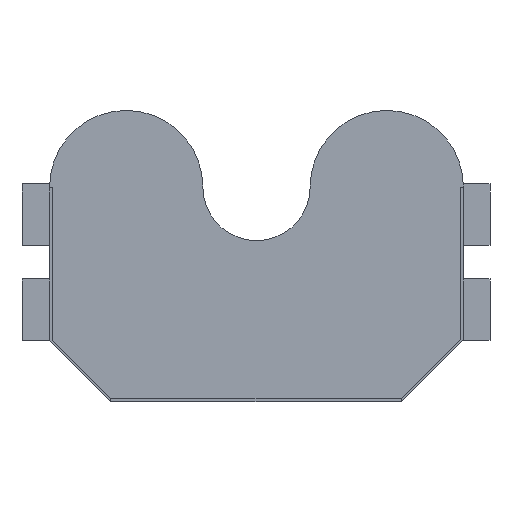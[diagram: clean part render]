
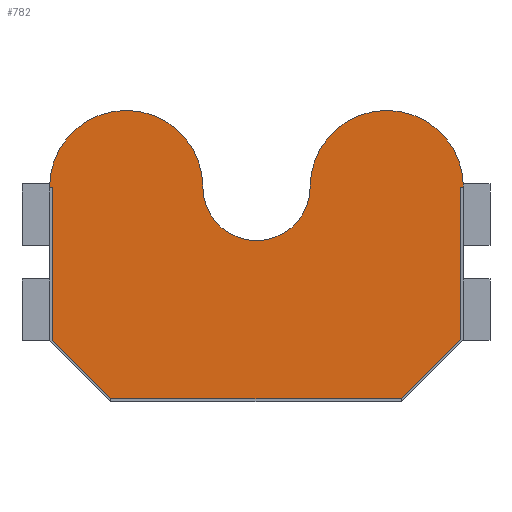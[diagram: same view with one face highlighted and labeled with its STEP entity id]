
A CAD part, front view. The second image highlights one B-rep face of the part: STEP entity #782.
In plain terms, the highlighted planar face has unit normal (0, -1, 0).
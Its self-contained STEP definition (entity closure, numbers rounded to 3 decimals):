
#27=CIRCLE('',#849,2.5);
#28=CIRCLE('',#850,1.75);
#29=CIRCLE('',#851,2.5);
#48=FACE_OUTER_BOUND('',#96,.T.);
#96=EDGE_LOOP('',(#567,#568,#569,#570,#571,#572,#573,#574,#575,#576));
#142=LINE('',#1131,#242);
#152=LINE('',#1152,#252);
#155=LINE('',#1157,#255);
#157=LINE('',#1162,#257);
#161=LINE('',#1170,#261);
#164=LINE('',#1175,#264);
#166=LINE('',#1178,#266);
#242=VECTOR('',#912,10.);
#252=VECTOR('',#928,10.);
#255=VECTOR('',#933,10.);
#257=VECTOR('',#937,10.);
#261=VECTOR('',#943,10.);
#264=VECTOR('',#948,10.);
#266=VECTOR('',#952,10.);
#339=VERTEX_POINT('',#1128);
#340=VERTEX_POINT('',#1130);
#347=VERTEX_POINT('',#1150);
#348=VERTEX_POINT('',#1151);
#349=VERTEX_POINT('',#1156);
#350=VERTEX_POINT('',#1160);
#351=VERTEX_POINT('',#1161);
#354=VERTEX_POINT('',#1169);
#357=VERTEX_POINT('',#1184);
#358=VERTEX_POINT('',#1186);
#412=EDGE_CURVE('',#340,#339,#142,.T.);
#422=EDGE_CURVE('',#347,#348,#152,.T.);
#425=EDGE_CURVE('',#348,#349,#155,.T.);
#427=EDGE_CURVE('',#350,#351,#157,.T.);
#431=EDGE_CURVE('',#351,#354,#161,.T.);
#434=EDGE_CURVE('',#354,#340,#164,.T.);
#436=EDGE_CURVE('',#339,#347,#166,.T.);
#439=EDGE_CURVE('',#349,#357,#27,.T.);
#440=EDGE_CURVE('',#357,#358,#28,.T.);
#441=EDGE_CURVE('',#358,#350,#29,.T.);
#567=ORIENTED_EDGE('',*,*,#427,.T.);
#568=ORIENTED_EDGE('',*,*,#431,.T.);
#569=ORIENTED_EDGE('',*,*,#434,.T.);
#570=ORIENTED_EDGE('',*,*,#412,.T.);
#571=ORIENTED_EDGE('',*,*,#436,.T.);
#572=ORIENTED_EDGE('',*,*,#422,.T.);
#573=ORIENTED_EDGE('',*,*,#425,.T.);
#574=ORIENTED_EDGE('',*,*,#439,.T.);
#575=ORIENTED_EDGE('',*,*,#440,.T.);
#576=ORIENTED_EDGE('',*,*,#441,.T.);
#738=PLANE('',#848);
#782=ADVANCED_FACE('',(#48),#738,.F.);
#848=AXIS2_PLACEMENT_3D('',#1183,#957,#958);
#849=AXIS2_PLACEMENT_3D('',#1185,#959,#960);
#850=AXIS2_PLACEMENT_3D('',#1187,#961,#962);
#851=AXIS2_PLACEMENT_3D('',#1188,#963,#964);
#912=DIRECTION('',(1.,0.,0.));
#928=DIRECTION('',(0.,0.,1.));
#933=DIRECTION('',(1.,0.,0.));
#937=DIRECTION('',(1.,0.,0.));
#943=DIRECTION('',(0.,0.,-1.));
#948=DIRECTION('',(0.707,0.,-0.707));
#952=DIRECTION('',(0.707,0.,0.707));
#957=DIRECTION('center_axis',(0.,1.,0.));
#958=DIRECTION('ref_axis',(1.,0.,0.));
#959=DIRECTION('center_axis',(0.,-1.,0.));
#960=DIRECTION('ref_axis',(-1.,0.,0.));
#961=DIRECTION('center_axis',(0.,1.,0.));
#962=DIRECTION('ref_axis',(1.,0.,0.));
#963=DIRECTION('center_axis',(0.,-1.,0.));
#964=DIRECTION('ref_axis',(-1.,0.,0.));
#1128=CARTESIAN_POINT('',(11.467,0.,-9.4));
#1130=CARTESIAN_POINT('',(2.,0.,-9.4));
#1131=CARTESIAN_POINT('',(9.109,0.,-9.4));
#1150=CARTESIAN_POINT('',(13.4,0.,-7.467));
#1151=CARTESIAN_POINT('',(13.4,0.,-2.5));
#1152=CARTESIAN_POINT('',(13.4,0.,-3.625));
#1156=CARTESIAN_POINT('',(13.5,0.,-2.5));
#1157=CARTESIAN_POINT('',(10.125,0.,-2.5));
#1160=CARTESIAN_POINT('',(0.,0.,-2.5));
#1161=CARTESIAN_POINT('',(0.1,0.,-2.5));
#1162=CARTESIAN_POINT('',(3.425,0.,-2.5));
#1169=CARTESIAN_POINT('',(0.1,0.,-7.5));
#1170=CARTESIAN_POINT('',(0.1,0.,-6.125));
#1175=CARTESIAN_POINT('',(2.025,0.,-9.425));
#1178=CARTESIAN_POINT('',(12.417,0.,-8.451));
#1183=CARTESIAN_POINT('Origin',(6.75,0.,-4.75));
#1184=CARTESIAN_POINT('',(8.5,0.,-2.5));
#1185=CARTESIAN_POINT('Origin',(11.,0.,-2.5));
#1186=CARTESIAN_POINT('',(5.,0.,-2.5));
#1187=CARTESIAN_POINT('Origin',(6.75,0.,-2.5));
#1188=CARTESIAN_POINT('Origin',(2.5,0.,-2.5));
